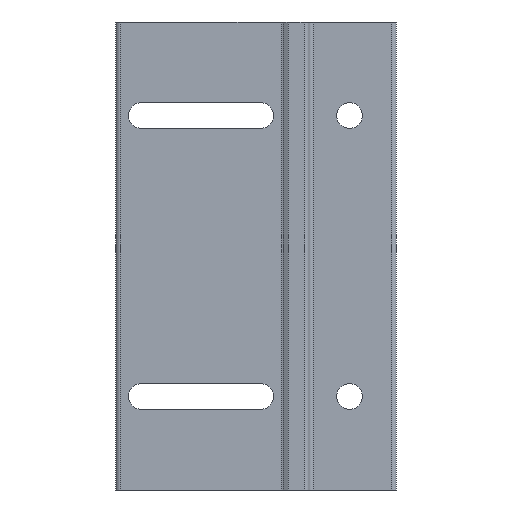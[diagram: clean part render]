
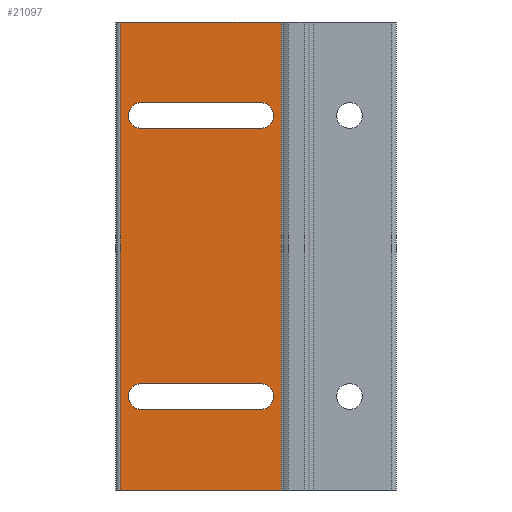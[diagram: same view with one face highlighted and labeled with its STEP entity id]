
A CAD part, front view. The second image highlights one B-rep face of the part: STEP entity #21097.
In plain terms, the highlighted planar face has unit normal (0, -1, 0).
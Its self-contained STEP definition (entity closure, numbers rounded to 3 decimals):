
#208=CARTESIAN_POINT('',(-35.8,0.,-32.75));
#209=VERTEX_POINT('',#208);
#216=CARTESIAN_POINT('',(-10.3,0.,-32.75));
#217=VERTEX_POINT('',#216);
#218=CARTESIAN_POINT('',(-10.3,0.,-32.75));
#219=DIRECTION('',(-1.0,0.0,0.0));
#220=VECTOR('',#219,25.5);
#221=LINE('',#218,#220);
#222=EDGE_CURVE('',#217,#209,#221,.T.);
#239=CARTESIAN_POINT('',(-35.8,0.,-27.25));
#240=VERTEX_POINT('',#239);
#247=CARTESIAN_POINT('',(-35.8,0.,-30.0));
#248=DIRECTION('',(0.0,1.0,0.0));
#249=DIRECTION('',(0.0,0.0,-1.0));
#250=AXIS2_PLACEMENT_3D('',#247,#248,#249);
#251=CIRCLE('',#250,2.75);
#252=EDGE_CURVE('',#209,#240,#251,.T.);
#264=CARTESIAN_POINT('',(-10.3,0.,-27.25));
#265=VERTEX_POINT('',#264);
#272=CARTESIAN_POINT('',(-35.8,0.,-27.25));
#273=DIRECTION('',(1.0,0.0,0.0));
#274=VECTOR('',#273,25.5);
#275=LINE('',#272,#274);
#276=EDGE_CURVE('',#240,#265,#275,.T.);
#289=CARTESIAN_POINT('',(-10.3,0.,-30.0));
#290=DIRECTION('',(0.0,1.0,0.0));
#291=DIRECTION('',(0.0,0.0,1.0));
#292=AXIS2_PLACEMENT_3D('',#289,#290,#291);
#293=CIRCLE('',#292,2.75);
#294=EDGE_CURVE('',#265,#217,#293,.T.);
#8571=CARTESIAN_POINT('',(-10.3,0.,32.75));
#8572=VERTEX_POINT('',#8571);
#8579=CARTESIAN_POINT('',(-35.8,0.,32.75));
#8580=VERTEX_POINT('',#8579);
#8581=CARTESIAN_POINT('',(-35.8,0.,32.75));
#8582=DIRECTION('',(1.0,0.0,0.0));
#8583=VECTOR('',#8582,25.5);
#8584=LINE('',#8581,#8583);
#8585=EDGE_CURVE('',#8580,#8572,#8584,.T.);
#8603=CARTESIAN_POINT('',(-35.8,0.,27.25));
#8604=VERTEX_POINT('',#8603);
#8605=CARTESIAN_POINT('',(-35.8,0.,30.0));
#8606=DIRECTION('',(0.0,1.0,0.0));
#8607=DIRECTION('',(0.0,0.0,1.0));
#8608=AXIS2_PLACEMENT_3D('',#8605,#8606,#8607);
#8609=CIRCLE('',#8608,2.75);
#8610=EDGE_CURVE('',#8604,#8580,#8609,.T.);
#8628=CARTESIAN_POINT('',(-10.3,0.,27.25));
#8629=VERTEX_POINT('',#8628);
#8630=CARTESIAN_POINT('',(-10.3,0.,27.25));
#8631=DIRECTION('',(-1.0,0.0,0.0));
#8632=VECTOR('',#8631,25.5);
#8633=LINE('',#8630,#8632);
#8634=EDGE_CURVE('',#8629,#8604,#8633,.T.);
#8652=CARTESIAN_POINT('',(-10.3,0.,30.0));
#8653=DIRECTION('',(0.0,1.0,0.0));
#8654=DIRECTION('',(0.0,0.0,-1.0));
#8655=AXIS2_PLACEMENT_3D('',#8652,#8653,#8654);
#8656=CIRCLE('',#8655,2.75);
#8657=EDGE_CURVE('',#8572,#8629,#8656,.T.);
#17226=CARTESIAN_POINT('',(-5.9,0.,-50.0));
#17227=VERTEX_POINT('',#17226);
#17235=CARTESIAN_POINT('',(-40.3,0.,-50.0));
#17236=VERTEX_POINT('',#17235);
#17237=CARTESIAN_POINT('',(-40.3,0.,-50.0));
#17238=DIRECTION('',(1.0,0.0,0.0));
#17239=VECTOR('',#17238,34.4);
#17240=LINE('',#17237,#17239);
#17241=EDGE_CURVE('',#17236,#17227,#17240,.T.);
#21042=CARTESIAN_POINT('',(-5.9,0.,50.0));
#21043=VERTEX_POINT('',#21042);
#21051=CARTESIAN_POINT('',(-5.9,0.,50.0));
#21052=DIRECTION('',(0.0,0.0,-1.0));
#21053=VECTOR('',#21052,100.0);
#21054=LINE('',#21051,#21053);
#21055=EDGE_CURVE('',#21043,#17227,#21054,.T.);
#21062=CARTESIAN_POINT('',(-5.9,0.,0.0));
#21063=DIRECTION('',(0.0,-1.0,0.0));
#21064=DIRECTION('',(0.0,0.0,-1.0));
#21065=AXIS2_PLACEMENT_3D('',#21062,#21063,#21064);
#21066=PLANE('',#21065);
#21067=CARTESIAN_POINT('',(-40.3,0.,50.0));
#21068=VERTEX_POINT('',#21067);
#21069=CARTESIAN_POINT('',(-5.9,0.,50.0));
#21070=DIRECTION('',(-1.0,0.0,0.0));
#21071=VECTOR('',#21070,34.4);
#21072=LINE('',#21069,#21071);
#21073=EDGE_CURVE('',#21043,#21068,#21072,.T.);
#21074=ORIENTED_EDGE('',*,*,#21073,.T.);
#21075=CARTESIAN_POINT('',(-40.3,0.,50.0));
#21076=DIRECTION('',(0.0,0.0,-1.0));
#21077=VECTOR('',#21076,100.0);
#21078=LINE('',#21075,#21077);
#21079=EDGE_CURVE('',#21068,#17236,#21078,.T.);
#21080=ORIENTED_EDGE('',*,*,#21079,.T.);
#21081=ORIENTED_EDGE('',*,*,#17241,.T.);
#21082=ORIENTED_EDGE('',*,*,#21055,.F.);
#21083=EDGE_LOOP('',(#21074,#21080,#21081,#21082));
#21084=FACE_OUTER_BOUND('',#21083,.T.);
#21085=ORIENTED_EDGE('',*,*,#222,.T.);
#21086=ORIENTED_EDGE('',*,*,#252,.T.);
#21087=ORIENTED_EDGE('',*,*,#276,.T.);
#21088=ORIENTED_EDGE('',*,*,#294,.T.);
#21089=EDGE_LOOP('',(#21085,#21086,#21087,#21088));
#21090=FACE_BOUND('',#21089,.T.);
#21091=ORIENTED_EDGE('',*,*,#8585,.T.);
#21092=ORIENTED_EDGE('',*,*,#8657,.T.);
#21093=ORIENTED_EDGE('',*,*,#8634,.T.);
#21094=ORIENTED_EDGE('',*,*,#8610,.T.);
#21095=EDGE_LOOP('',(#21091,#21092,#21093,#21094));
#21096=FACE_BOUND('',#21095,.T.);
#21097=ADVANCED_FACE('',(#21084,#21090,#21096),#21066,.T.);
